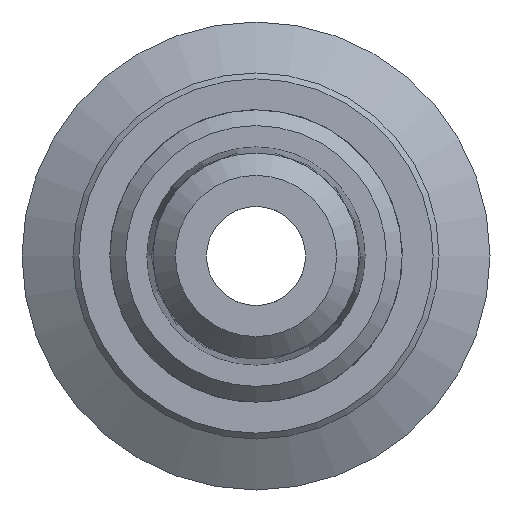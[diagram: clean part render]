
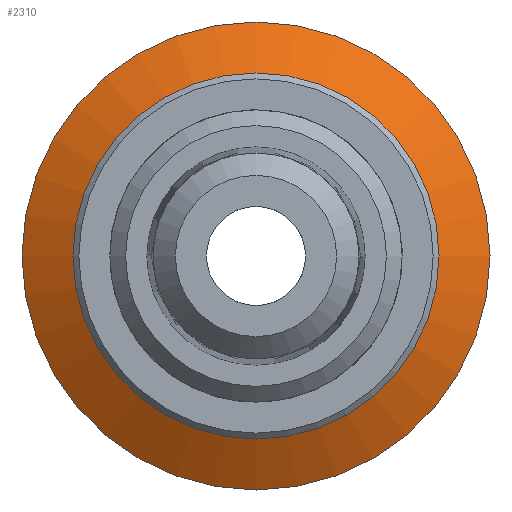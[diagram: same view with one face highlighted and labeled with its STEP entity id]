
A CAD part, left-side view. The second image highlights one B-rep face of the part: STEP entity #2310.
In plain terms, the highlighted conical face has half-angle 60 degrees and reference radius 13.468 mm.
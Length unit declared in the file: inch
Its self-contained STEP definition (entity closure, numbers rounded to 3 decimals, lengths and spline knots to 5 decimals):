
#27=FACE_BOUND($,#495,.T.);
#72=CONICAL_SURFACE($,#2557,0.53025,60.);
#222=CIRCLE($,#2556,0.4655);
#223=CIRCLE($,#2558,0.595);
#353=FACE_OUTER_BOUND($,#494,.T.);
#494=EDGE_LOOP($,(#2072));
#495=EDGE_LOOP($,(#2073));
#1111=VERTEX_POINT($,#4008);
#1112=VERTEX_POINT($,#4011);
#1443=EDGE_CURVE($,#1111,#1111,#222,.T.);
#1444=EDGE_CURVE($,#1112,#1112,#223,.T.);
#2072=ORIENTED_EDGE($,*,*,#1444,.F.);
#2073=ORIENTED_EDGE($,*,*,#1443,.T.);
#2310=ADVANCED_FACE($,(#353,#27),#72,.T.);
#2556=AXIS2_PLACEMENT_3D($,#4009,#3204,#3205);
#2557=AXIS2_PLACEMENT_3D($,#4010,#3206,#3207);
#2558=AXIS2_PLACEMENT_3D($,#4012,#3208,#3209);
#3204=DIRECTION('center_axis',(1.,0.,0.));
#3205=DIRECTION('ref_axis',(0.,1.,0.));
#3206=DIRECTION('center_axis',(1.,0.,0.));
#3207=DIRECTION('ref_axis',(0.,1.,0.));
#3208=DIRECTION('center_axis',(1.,0.,0.));
#3209=DIRECTION('ref_axis',(0.,1.,0.));
#4008=CARTESIAN_POINT('',(2.2,0.4655,0.));
#4009=CARTESIAN_POINT('Origin',(2.2,0.,0.));
#4010=CARTESIAN_POINT('Origin',(2.23738,0.,0.));
#4011=CARTESIAN_POINT('',(2.27477,0.595,0.));
#4012=CARTESIAN_POINT('Origin',(2.27477,0.,0.));
